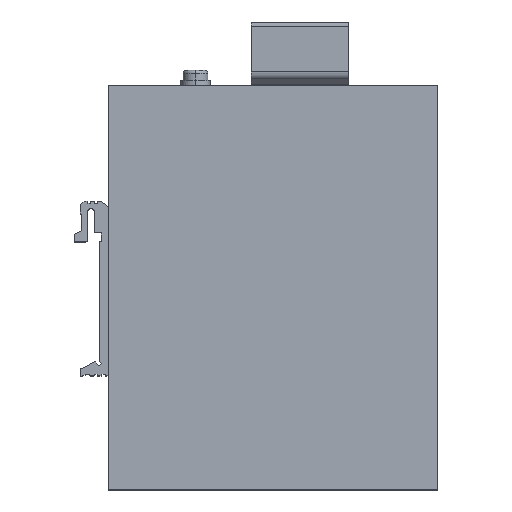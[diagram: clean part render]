
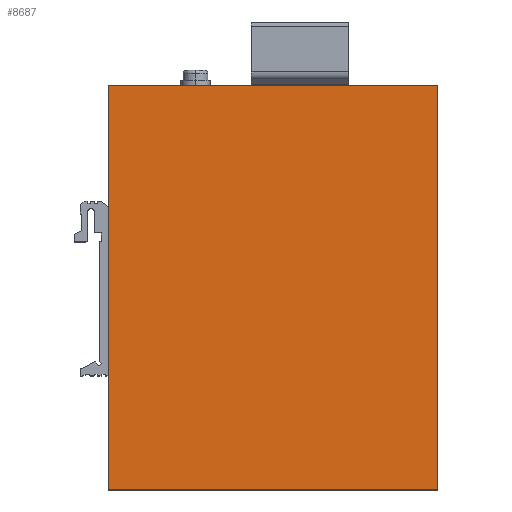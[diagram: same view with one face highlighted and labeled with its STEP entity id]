
A CAD part, top view. The second image highlights one B-rep face of the part: STEP entity #8687.
In plain terms, the highlighted planar face has unit normal (0, 0, 1).
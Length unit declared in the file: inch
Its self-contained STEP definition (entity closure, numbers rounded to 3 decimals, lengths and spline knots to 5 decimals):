
#161 = VECTOR ( 'NONE', #2945, 39.37008 ) ;
#1527 = DIRECTION ( 'NONE',  ( -1., 0., 0. ) ) ;
#2328 = AXIS2_PLACEMENT_3D ( 'NONE', #11088, #4798, #1527 ) ;
#2424 = LINE ( 'NONE', #5136, #4557 ) ;
#2724 = CARTESIAN_POINT ( 'NONE',  ( 0.09843, 0., 1.78346 ) ) ;
#2747 = ORIENTED_EDGE ( 'NONE', *, *, #3098, .T. ) ;
#2945 = DIRECTION ( 'NONE',  ( 1., 0., 0. ) ) ;
#3037 = CARTESIAN_POINT ( 'NONE',  ( 3.62205, 4.33071, 1.78346 ) ) ;
#3098 = EDGE_CURVE ( 'NONE', #8135, #3423, #3951, .T. ) ;
#3407 = VECTOR ( 'NONE', #8048, 39.37008 ) ;
#3423 = VERTEX_POINT ( 'NONE', #9690 ) ;
#3951 = LINE ( 'NONE', #3037, #9435 ) ;
#4068 = DIRECTION ( 'NONE',  ( 0., -1., 0. ) ) ;
#4129 = PLANE ( 'NONE',  #2328 ) ;
#4391 = EDGE_CURVE ( 'NONE', #10930, #4728, #7248, .T. ) ;
#4557 = VECTOR ( 'NONE', #4068, 39.37008 ) ;
#4728 = VERTEX_POINT ( 'NONE', #7243 ) ;
#4798 = DIRECTION ( 'NONE',  ( 0., 0., -1. ) ) ;
#5136 = CARTESIAN_POINT ( 'NONE',  ( 3.62205, 0., 1.78346 ) ) ;
#5431 = EDGE_CURVE ( 'NONE', #8135, #4728, #2424, .T. ) ;
#6567 = FACE_OUTER_BOUND ( 'NONE', #8255, .T. ) ;
#7150 = CARTESIAN_POINT ( 'NONE',  ( 0.09843, 0., 1.78346 ) ) ;
#7243 = CARTESIAN_POINT ( 'NONE',  ( 3.62205, 0., 1.78346 ) ) ;
#7248 = LINE ( 'NONE', #10694, #161 ) ;
#8048 = DIRECTION ( 'NONE',  ( 0., -1., 0. ) ) ;
#8057 = EDGE_CURVE ( 'NONE', #3423, #10930, #9633, .T. ) ;
#8135 = VERTEX_POINT ( 'NONE', #9808 ) ;
#8255 = EDGE_LOOP ( 'NONE', ( #8863, #8958, #2747, #10349 ) ) ;
#8687 = ADVANCED_FACE ( 'NONE', ( #6567 ), #4129, .F. ) ;
#8863 = ORIENTED_EDGE ( 'NONE', *, *, #4391, .T. ) ;
#8958 = ORIENTED_EDGE ( 'NONE', *, *, #5431, .F. ) ;
#8966 = DIRECTION ( 'NONE',  ( -1., 0., 0. ) ) ;
#9435 = VECTOR ( 'NONE', #8966, 39.37008 ) ;
#9633 = LINE ( 'NONE', #7150, #3407 ) ;
#9690 = CARTESIAN_POINT ( 'NONE',  ( 0.09843, 4.33071, 1.78346 ) ) ;
#9808 = CARTESIAN_POINT ( 'NONE',  ( 3.62205, 4.33071, 1.78346 ) ) ;
#10349 = ORIENTED_EDGE ( 'NONE', *, *, #8057, .T. ) ;
#10694 = CARTESIAN_POINT ( 'NONE',  ( 3.62205, 0., 1.78346 ) ) ;
#10930 = VERTEX_POINT ( 'NONE', #2724 ) ;
#11088 = CARTESIAN_POINT ( 'NONE',  ( 3.62205, 4.33071, 1.78346 ) ) ;
